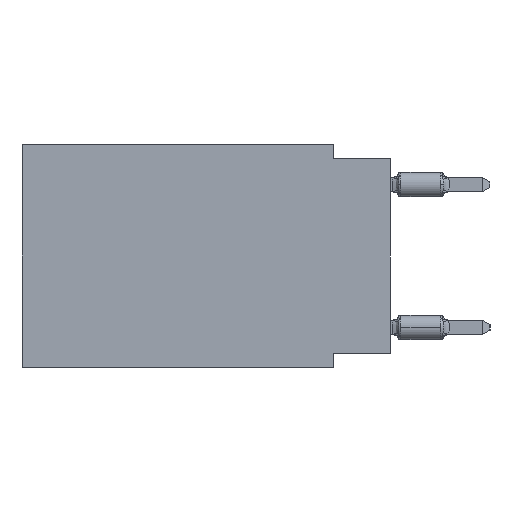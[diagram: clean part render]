
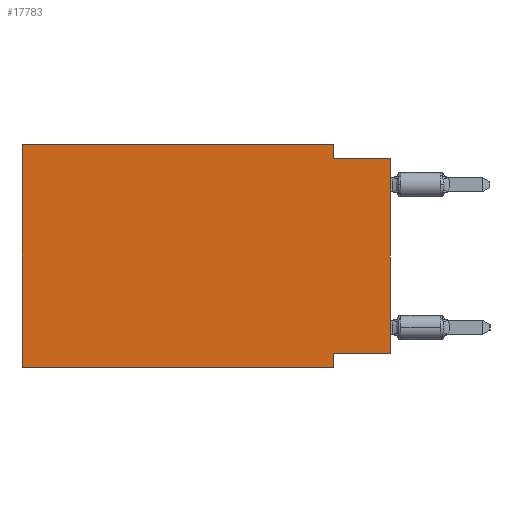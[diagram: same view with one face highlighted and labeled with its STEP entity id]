
A CAD part, left-side view. The second image highlights one B-rep face of the part: STEP entity #17783.
In plain terms, the highlighted planar face has unit normal (-1, 0, 0).
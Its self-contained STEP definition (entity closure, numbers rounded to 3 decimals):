
#2097 = CARTESIAN_POINT ( 'NONE',  ( 0., 16.383, -9.906 ) ) ;
#2378 = CARTESIAN_POINT ( 'NONE',  ( 0., 16.383, 0. ) ) ;
#2488 = CARTESIAN_POINT ( 'NONE',  ( 0., 2.54, 0. ) ) ;
#2728 = CARTESIAN_POINT ( 'NONE',  ( 0., 0., 0. ) ) ;
#2958 = VECTOR ( 'NONE', #23634, 1000. ) ;
#4719 = ORIENTED_EDGE ( 'NONE', *, *, #33577, .F. ) ;
#4940 = VECTOR ( 'NONE', #36580, 1000. ) ;
#5837 = DIRECTION ( 'NONE',  ( 1., 0., 0. ) ) ;
#5894 = DIRECTION ( 'NONE',  ( 0., 0., -1. ) ) ;
#6338 = DIRECTION ( 'NONE',  ( 0., -1., 0. ) ) ;
#7077 = ORIENTED_EDGE ( 'NONE', *, *, #13474, .F. ) ;
#7601 = CARTESIAN_POINT ( 'NONE',  ( 0., 2.54, 0. ) ) ;
#7619 = VECTOR ( 'NONE', #21297, 1000. ) ;
#8054 = EDGE_CURVE ( 'NONE', #21983, #8993, #35374, .T. ) ;
#8218 = LINE ( 'NONE', #2378, #2958 ) ;
#8700 = VERTEX_POINT ( 'NONE', #24980 ) ;
#8993 = VERTEX_POINT ( 'NONE', #33162 ) ;
#9049 = PLANE ( 'NONE',  #30934 ) ;
#9488 = LINE ( 'NONE', #9866, #35562 ) ;
#9866 = CARTESIAN_POINT ( 'NONE',  ( 0., 0., -0.635 ) ) ;
#12159 = LINE ( 'NONE', #2728, #4940 ) ;
#13226 = VECTOR ( 'NONE', #23464, 1000. ) ;
#13373 = EDGE_CURVE ( 'NONE', #8700, #19362, #9488, .T. ) ;
#13474 = EDGE_CURVE ( 'NONE', #33441, #8993, #16887, .T. ) ;
#14628 = EDGE_LOOP ( 'NONE', ( #19285, #20949, #28539, #36251, #4719, #35369, #7077, #28340 ) ) ;
#15130 = EDGE_CURVE ( 'NONE', #29500, #33441, #17118, .T. ) ;
#15577 = VECTOR ( 'NONE', #38109, 1000. ) ;
#16887 = LINE ( 'NONE', #20263, #13226 ) ;
#17118 = LINE ( 'NONE', #23115, #15577 ) ;
#17783 = ADVANCED_FACE ( 'NONE', ( #33085 ), #9049, .F. ) ;
#19089 = DIRECTION ( 'NONE',  ( 0., -1., 0. ) ) ;
#19285 = ORIENTED_EDGE ( 'NONE', *, *, #23916, .T. ) ;
#19362 = VERTEX_POINT ( 'NONE', #36236 ) ;
#19951 = EDGE_CURVE ( 'NONE', #38665, #28947, #28175, .T. ) ;
#20263 = CARTESIAN_POINT ( 'NONE',  ( 0., 2.54, -9.906 ) ) ;
#20635 = CARTESIAN_POINT ( 'NONE',  ( 0., 16.383, 0. ) ) ;
#20874 = VECTOR ( 'NONE', #5894, 1000. ) ;
#20949 = ORIENTED_EDGE ( 'NONE', *, *, #13373, .F. ) ;
#21297 = DIRECTION ( 'NONE',  ( 0., -1., 0. ) ) ;
#21500 = LINE ( 'NONE', #2488, #20874 ) ;
#21983 = VERTEX_POINT ( 'NONE', #33690 ) ;
#23115 = CARTESIAN_POINT ( 'NONE',  ( 0., 0., -9.271 ) ) ;
#23464 = DIRECTION ( 'NONE',  ( 0., 0., -1. ) ) ;
#23634 = DIRECTION ( 'NONE',  ( 0., 0., 1. ) ) ;
#23916 = EDGE_CURVE ( 'NONE', #29500, #19362, #12159, .T. ) ;
#24270 = CARTESIAN_POINT ( 'NONE',  ( 0., 16.383, 0. ) ) ;
#24980 = CARTESIAN_POINT ( 'NONE',  ( 0., 2.54, -0.635 ) ) ;
#28175 = LINE ( 'NONE', #36579, #29139 ) ;
#28340 = ORIENTED_EDGE ( 'NONE', *, *, #15130, .F. ) ;
#28539 = ORIENTED_EDGE ( 'NONE', *, *, #32661, .F. ) ;
#28673 = CARTESIAN_POINT ( 'NONE',  ( 0., 2.54, -9.271 ) ) ;
#28947 = VERTEX_POINT ( 'NONE', #7601 ) ;
#29139 = VECTOR ( 'NONE', #6338, 1000. ) ;
#29500 = VERTEX_POINT ( 'NONE', #32361 ) ;
#30934 = AXIS2_PLACEMENT_3D ( 'NONE', #24270, #5837, #35884 ) ;
#32361 = CARTESIAN_POINT ( 'NONE',  ( 0., 0., -9.271 ) ) ;
#32661 = EDGE_CURVE ( 'NONE', #28947, #8700, #21500, .T. ) ;
#33085 = FACE_OUTER_BOUND ( 'NONE', #14628, .T. ) ;
#33162 = CARTESIAN_POINT ( 'NONE',  ( 0., 2.54, -9.906 ) ) ;
#33441 = VERTEX_POINT ( 'NONE', #28673 ) ;
#33577 = EDGE_CURVE ( 'NONE', #21983, #38665, #8218, .T. ) ;
#33690 = CARTESIAN_POINT ( 'NONE',  ( 0., 16.383, -9.906 ) ) ;
#35369 = ORIENTED_EDGE ( 'NONE', *, *, #8054, .T. ) ;
#35374 = LINE ( 'NONE', #2097, #7619 ) ;
#35562 = VECTOR ( 'NONE', #19089, 1000. ) ;
#35884 = DIRECTION ( 'NONE',  ( 0., 0., -1. ) ) ;
#36236 = CARTESIAN_POINT ( 'NONE',  ( 0., 0., -0.635 ) ) ;
#36251 = ORIENTED_EDGE ( 'NONE', *, *, #19951, .F. ) ;
#36579 = CARTESIAN_POINT ( 'NONE',  ( 0., 16.383, 0. ) ) ;
#36580 = DIRECTION ( 'NONE',  ( 0., 0., 1. ) ) ;
#38109 = DIRECTION ( 'NONE',  ( 0., 1., 0. ) ) ;
#38665 = VERTEX_POINT ( 'NONE', #20635 ) ;
